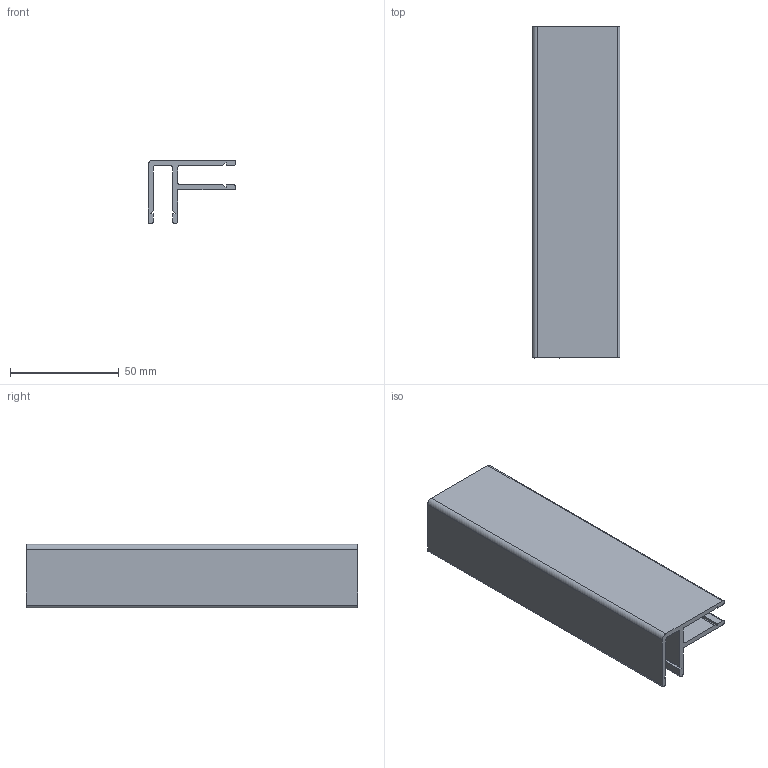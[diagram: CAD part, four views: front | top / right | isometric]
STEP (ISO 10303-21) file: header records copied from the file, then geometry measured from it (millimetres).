
FILE_DESCRIPTION((''),'2;1');
FILE_NAME('SG1465.STP', '2021-02-25T21:47:34',(''), (''), 'KCM Version 2.0.6974.6974', 'KeyCreator Pro', '');
FILE_SCHEMA(('AUTOMOTIVE_DESIGN'));
Length unit declared in the file: inch
Bounding box: 40.39 x 152.4 x 29.16 mm (x, y, z)
Volume: 42540.1 mm3; surface area: 37947.9 mm2
Topology: 1 solids, 1 shells, 33 faces, 93 edges, 62 vertices
Faces by surface type: plane 24, cylinder 9
Entity records: 1090 total; most frequent: CARTESIAN_POINT 189, ORIENTED_EDGE 186, DIRECTION 179, EDGE_CURVE 93, VECTOR 75, LINE 75, VERTEX_POINT 62, AXIS2_PLACEMENT_3D 52
